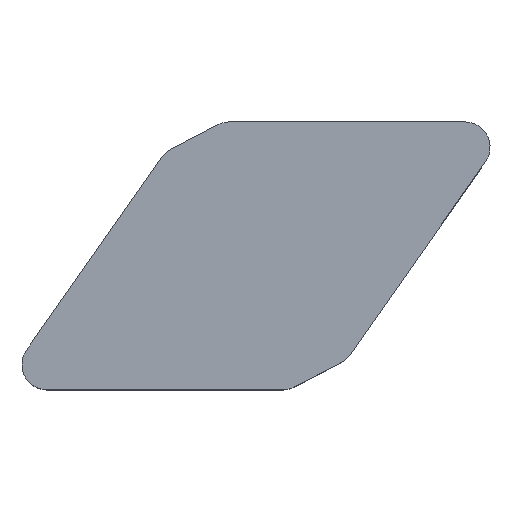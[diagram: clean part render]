
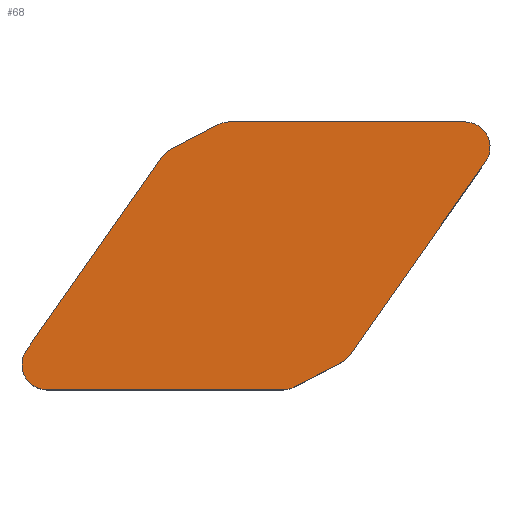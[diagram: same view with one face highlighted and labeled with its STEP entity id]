
A CAD part, top view. The second image highlights one B-rep face of the part: STEP entity #68.
In plain terms, the highlighted planar face has unit normal (0, 0, 1).
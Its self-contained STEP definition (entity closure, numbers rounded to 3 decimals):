
#47=CIRCLE('',#302,1.2);
#49=CIRCLE('',#306,1.2);
#51=CIRCLE('',#311,1.2);
#53=CIRCLE('',#315,1.2);
#54=CIRCLE('',#318,1.2);
#55=CIRCLE('',#319,1.2);
#68=ADVANCED_FACE('',(#90),#78,.F.);
#78=PLANE('',#320);
#90=FACE_OUTER_BOUND('',#104,.T.);
#104=EDGE_LOOP('',(#153,#154,#155,#156,#157,#158,#159,#160,#161,#162,#163,
#164));
#153=ORIENTED_EDGE('',*,*,#227,.F.);
#154=ORIENTED_EDGE('',*,*,#241,.T.);
#155=ORIENTED_EDGE('',*,*,#222,.F.);
#156=ORIENTED_EDGE('',*,*,#220,.F.);
#157=ORIENTED_EDGE('',*,*,#217,.F.);
#158=ORIENTED_EDGE('',*,*,#214,.F.);
#159=ORIENTED_EDGE('',*,*,#211,.F.);
#160=ORIENTED_EDGE('',*,*,#242,.T.);
#161=ORIENTED_EDGE('',*,*,#238,.F.);
#162=ORIENTED_EDGE('',*,*,#236,.F.);
#163=ORIENTED_EDGE('',*,*,#233,.F.);
#164=ORIENTED_EDGE('',*,*,#230,.F.);
#187=VERTEX_POINT('',#410);
#188=VERTEX_POINT('',#412);
#190=VERTEX_POINT('',#421);
#192=VERTEX_POINT('',#430);
#194=VERTEX_POINT('',#439);
#195=VERTEX_POINT('',#443);
#199=VERTEX_POINT('',#452);
#200=VERTEX_POINT('',#454);
#202=VERTEX_POINT('',#460);
#204=VERTEX_POINT('',#469);
#206=VERTEX_POINT('',#478);
#207=VERTEX_POINT('',#482);
#211=EDGE_CURVE('',#187,#188,#247,.T.);
#214=EDGE_CURVE('',#188,#190,#47,.T.);
#217=EDGE_CURVE('',#190,#192,#249,.T.);
#220=EDGE_CURVE('',#192,#194,#49,.T.);
#222=EDGE_CURVE('',#194,#195,#251,.T.);
#227=EDGE_CURVE('',#199,#200,#256,.T.);
#230=EDGE_CURVE('',#200,#202,#51,.T.);
#233=EDGE_CURVE('',#202,#204,#259,.T.);
#236=EDGE_CURVE('',#204,#206,#53,.T.);
#238=EDGE_CURVE('',#206,#207,#261,.T.);
#241=EDGE_CURVE('',#199,#195,#54,.T.);
#242=EDGE_CURVE('',#187,#207,#55,.T.);
#247=LINE('',#411,#266);
#249=LINE('',#429,#268);
#251=LINE('',#442,#270);
#256=LINE('',#453,#275);
#259=LINE('',#468,#278);
#261=LINE('',#481,#280);
#266=VECTOR('',#334,1.);
#268=VECTOR('',#344,1.);
#270=VECTOR('',#354,1.);
#275=VECTOR('',#361,1.);
#278=VECTOR('',#372,1.);
#280=VECTOR('',#382,1.);
#302=AXIS2_PLACEMENT_3D('',#420,#339,#340);
#306=AXIS2_PLACEMENT_3D('',#438,#349,#350);
#311=AXIS2_PLACEMENT_3D('',#459,#367,#368);
#315=AXIS2_PLACEMENT_3D('',#477,#377,#378);
#318=AXIS2_PLACEMENT_3D('',#487,#387,#388);
#319=AXIS2_PLACEMENT_3D('',#488,#389,#390);
#320=AXIS2_PLACEMENT_3D('',#489,#391,#392);
#334=DIRECTION('',(-0.574,-0.819,0.));
#339=DIRECTION('',(0.,0.,-1.));
#340=DIRECTION('',(1.,0.,0.));
#344=DIRECTION('',(-0.887,-0.462,0.));
#349=DIRECTION('',(0.,0.,-1.));
#350=DIRECTION('',(1.,0.,0.));
#354=DIRECTION('',(-1.,0.,0.));
#361=DIRECTION('',(0.574,0.819,0.));
#367=DIRECTION('',(0.,0.,-1.));
#368=DIRECTION('',(1.,0.,0.));
#372=DIRECTION('',(0.887,0.462,0.));
#377=DIRECTION('',(0.,0.,-1.));
#378=DIRECTION('',(1.,0.,0.));
#382=DIRECTION('',(1.,0.,0.));
#387=DIRECTION('',(0.,0.,1.));
#388=DIRECTION('',(-1.,0.,0.));
#389=DIRECTION('',(0.,0.,1.));
#390=DIRECTION('',(-1.,0.,0.));
#391=DIRECTION('',(0.,0.,-1.));
#392=DIRECTION('',(-1.,0.,0.));
#410=CARTESIAN_POINT('',(10.876,4.462,0.));
#411=CARTESIAN_POINT('',(10.99,4.624,0.));
#412=CARTESIAN_POINT('',(4.479,-4.674,0.));
#420=CARTESIAN_POINT('',(3.496,-3.986,0.));
#421=CARTESIAN_POINT('',(4.05,-5.051,0.));
#429=CARTESIAN_POINT('',(4.05,-5.051,0.));
#430=CARTESIAN_POINT('',(1.814,-6.214,0.));
#438=CARTESIAN_POINT('',(1.26,-5.15,0.));
#439=CARTESIAN_POINT('',(1.26,-6.35,0.));
#442=CARTESIAN_POINT('',(1.26,-6.35,0.));
#443=CARTESIAN_POINT('',(-9.893,-6.35,0.));
#452=CARTESIAN_POINT('',(-10.876,-4.462,0.));
#453=CARTESIAN_POINT('',(-10.99,-4.624,0.));
#454=CARTESIAN_POINT('',(-4.479,4.675,0.));
#459=CARTESIAN_POINT('',(-3.496,3.986,0.));
#460=CARTESIAN_POINT('',(-4.05,5.051,0.));
#468=CARTESIAN_POINT('',(-4.05,5.051,0.));
#469=CARTESIAN_POINT('',(-1.814,6.214,0.));
#477=CARTESIAN_POINT('',(-1.26,5.15,0.));
#478=CARTESIAN_POINT('',(-1.26,6.35,0.));
#481=CARTESIAN_POINT('',(-1.26,6.35,0.));
#482=CARTESIAN_POINT('',(9.893,6.35,0.));
#487=CARTESIAN_POINT('',(-9.893,-5.15,0.));
#488=CARTESIAN_POINT('',(9.893,5.15,0.));
#489=CARTESIAN_POINT('',(3.496,-3.986,0.));
